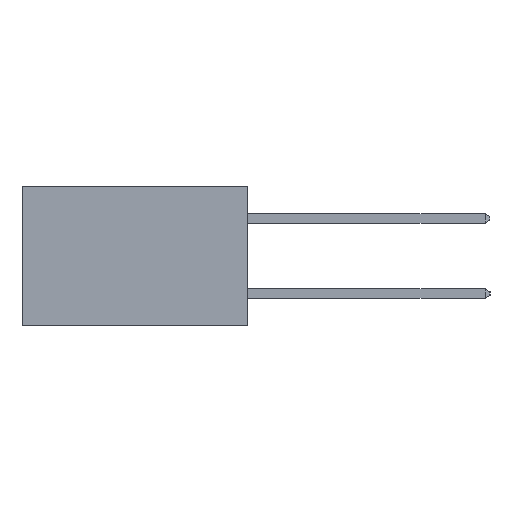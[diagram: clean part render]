
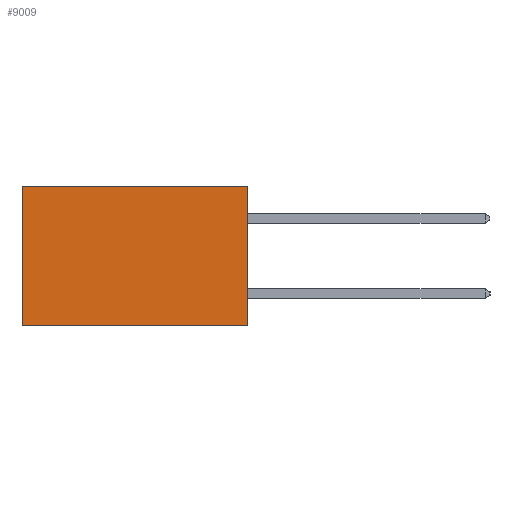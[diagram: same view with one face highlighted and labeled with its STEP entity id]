
A CAD part, left-side view. The second image highlights one B-rep face of the part: STEP entity #9009.
In plain terms, the highlighted planar face has unit normal (-1, 0, 0).
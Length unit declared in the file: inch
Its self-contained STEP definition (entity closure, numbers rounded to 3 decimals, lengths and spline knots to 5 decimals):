
#1895 = VERTEX_POINT ( 'NONE', #10714 ) ;
#2431 = LINE ( 'NONE', #7814, #10763 ) ;
#2476 = VERTEX_POINT ( 'NONE', #18955 ) ;
#3276 = CARTESIAN_POINT ( 'NONE',  ( 0.2615, 0., -0.37 ) ) ;
#3555 = EDGE_CURVE ( 'NONE', #16549, #2476, #8752, .T. ) ;
#4114 = ORIENTED_EDGE ( 'NONE', *, *, #3555, .F. ) ;
#4376 = ORIENTED_EDGE ( 'NONE', *, *, #8780, .T. ) ;
#5494 = LINE ( 'NONE', #19726, #17895 ) ;
#5652 = CARTESIAN_POINT ( 'NONE',  ( 0.2615, 0., -0.37 ) ) ;
#5759 = DIRECTION ( 'NONE',  ( 0., 0., -1. ) ) ;
#6229 = CARTESIAN_POINT ( 'NONE',  ( 0.2615, 0., -0.37 ) ) ;
#6933 = EDGE_CURVE ( 'NONE', #9749, #16549, #19079, .T. ) ;
#7814 = CARTESIAN_POINT ( 'NONE',  ( 0.2615, 0., 0. ) ) ;
#8389 = DIRECTION ( 'NONE',  ( 0., 0., -1. ) ) ;
#8752 = LINE ( 'NONE', #11695, #20468 ) ;
#8780 = EDGE_CURVE ( 'NONE', #9749, #1895, #2431, .T. ) ;
#9009 = ADVANCED_FACE ( 'NONE', ( #19460 ), #16443, .F. ) ;
#9214 = ORIENTED_EDGE ( 'NONE', *, *, #6933, .F. ) ;
#9405 = DIRECTION ( 'NONE',  ( 0., 1., 0. ) ) ;
#9749 = VERTEX_POINT ( 'NONE', #11676 ) ;
#10209 = DIRECTION ( 'NONE',  ( 0., 0., -1. ) ) ;
#10714 = CARTESIAN_POINT ( 'NONE',  ( 0.2615, 0.6, 0. ) ) ;
#10763 = VECTOR ( 'NONE', #9405, 39.37008 ) ;
#11366 = DIRECTION ( 'NONE',  ( 0., 1., 0. ) ) ;
#11676 = CARTESIAN_POINT ( 'NONE',  ( 0.2615, 0., 0. ) ) ;
#11695 = CARTESIAN_POINT ( 'NONE',  ( 0.2615, 0., -0.37 ) ) ;
#13667 = EDGE_CURVE ( 'NONE', #1895, #2476, #5494, .T. ) ;
#14443 = AXIS2_PLACEMENT_3D ( 'NONE', #3276, #18016, #8389 ) ;
#15194 = EDGE_LOOP ( 'NONE', ( #17067, #4114, #9214, #4376 ) ) ;
#16443 = PLANE ( 'NONE',  #14443 ) ;
#16549 = VERTEX_POINT ( 'NONE', #6229 ) ;
#17067 = ORIENTED_EDGE ( 'NONE', *, *, #13667, .T. ) ;
#17895 = VECTOR ( 'NONE', #10209, 39.37008 ) ;
#18016 = DIRECTION ( 'NONE',  ( 1., 0., 0. ) ) ;
#18582 = VECTOR ( 'NONE', #5759, 39.37008 ) ;
#18955 = CARTESIAN_POINT ( 'NONE',  ( 0.2615, 0.6, -0.37 ) ) ;
#19079 = LINE ( 'NONE', #5652, #18582 ) ;
#19460 = FACE_OUTER_BOUND ( 'NONE', #15194, .T. ) ;
#19726 = CARTESIAN_POINT ( 'NONE',  ( 0.2615, 0.6, -0.37 ) ) ;
#20468 = VECTOR ( 'NONE', #11366, 39.37008 ) ;
